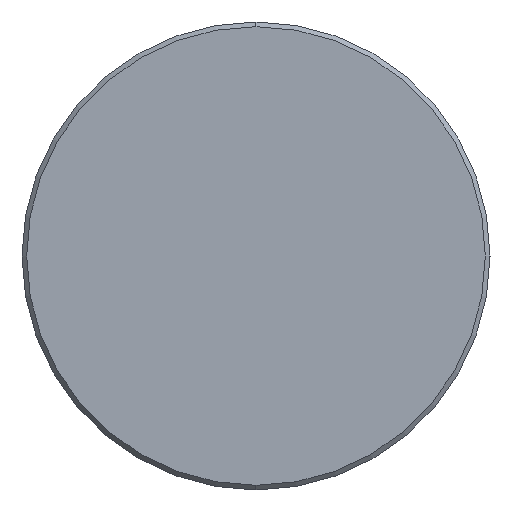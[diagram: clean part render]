
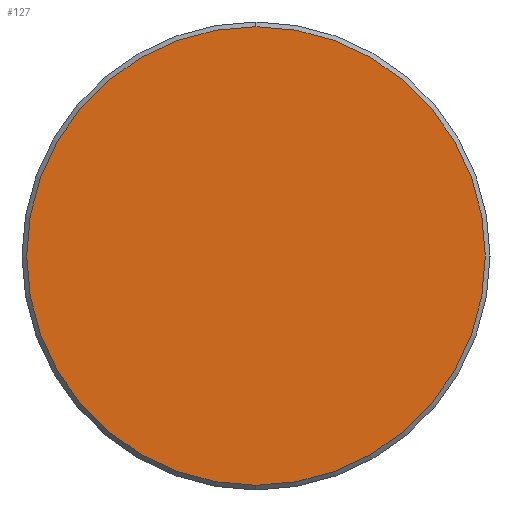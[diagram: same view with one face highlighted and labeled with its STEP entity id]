
A CAD part, left-side view. The second image highlights one B-rep face of the part: STEP entity #127.
In plain terms, the highlighted planar face has unit normal (-1, 0, 0).
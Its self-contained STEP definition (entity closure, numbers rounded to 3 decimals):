
#8 = DIRECTION ( 'NONE',  ( 0., 0., -1. ) ) ;
#18 = EDGE_CURVE ( 'NONE', #409, #315, #299, .T. ) ;
#40 = CARTESIAN_POINT ( 'NONE',  ( -160.3, 0., -14.7 ) ) ;
#49 = CARTESIAN_POINT ( 'NONE',  ( -160.3, 0., 0. ) ) ;
#54 = EDGE_LOOP ( 'NONE', ( #164, #294 ) ) ;
#126 = FACE_OUTER_BOUND ( 'NONE', #54, .T. ) ;
#127 = ADVANCED_FACE ( 'NONE', ( #126 ), #331, .F. ) ;
#133 = DIRECTION ( 'NONE',  ( 1., 0., 0. ) ) ;
#136 = DIRECTION ( 'NONE',  ( 0., 0., -1. ) ) ;
#164 = ORIENTED_EDGE ( 'NONE', *, *, #295, .T. ) ;
#194 = AXIS2_PLACEMENT_3D ( 'NONE', #397, #133, #265 ) ;
#211 = DIRECTION ( 'NONE',  ( -1., 0., 0. ) ) ;
#218 = CIRCLE ( 'NONE', #355, 14.7 ) ;
#265 = DIRECTION ( 'NONE',  ( 0., 0., -1. ) ) ;
#277 = CARTESIAN_POINT ( 'NONE',  ( -160.3, 0., 14.7 ) ) ;
#294 = ORIENTED_EDGE ( 'NONE', *, *, #18, .T. ) ;
#295 = EDGE_CURVE ( 'NONE', #315, #409, #218, .T. ) ;
#299 = CIRCLE ( 'NONE', #413, 14.7 ) ;
#315 = VERTEX_POINT ( 'NONE', #40 ) ;
#331 = PLANE ( 'NONE',  #194 ) ;
#355 = AXIS2_PLACEMENT_3D ( 'NONE', #49, #211, #8 ) ;
#365 = DIRECTION ( 'NONE',  ( -1., 0., 0. ) ) ;
#397 = CARTESIAN_POINT ( 'NONE',  ( -160.3, -14.876, 14.876 ) ) ;
#409 = VERTEX_POINT ( 'NONE', #277 ) ;
#413 = AXIS2_PLACEMENT_3D ( 'NONE', #429, #365, #136 ) ;
#429 = CARTESIAN_POINT ( 'NONE',  ( -160.3, 0., 0. ) ) ;
